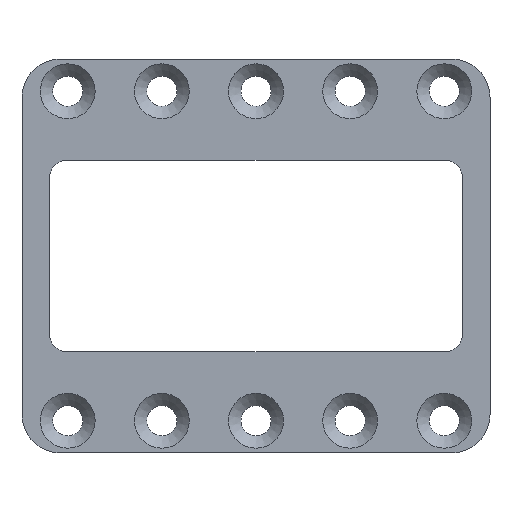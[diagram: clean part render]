
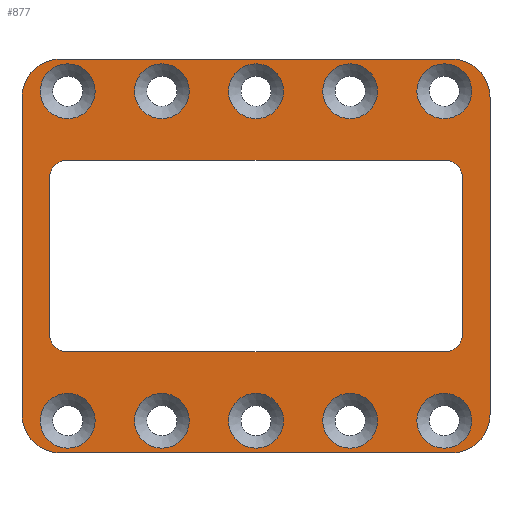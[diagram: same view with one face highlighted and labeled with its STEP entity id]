
A CAD part, front view. The second image highlights one B-rep face of the part: STEP entity #877.
In plain terms, the highlighted planar face has unit normal (0, -1, 0).
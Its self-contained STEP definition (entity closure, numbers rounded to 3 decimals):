
#35=FACE_BOUND('',#162,.T.);
#36=FACE_BOUND('',#163,.T.);
#37=FACE_BOUND('',#164,.T.);
#38=FACE_BOUND('',#165,.T.);
#39=FACE_BOUND('',#166,.T.);
#40=FACE_BOUND('',#167,.T.);
#41=FACE_BOUND('',#168,.T.);
#42=FACE_BOUND('',#169,.T.);
#43=FACE_BOUND('',#170,.T.);
#44=FACE_BOUND('',#171,.T.);
#45=FACE_BOUND('',#172,.T.);
#61=PLANE('',#982);
#106=FACE_OUTER_BOUND('',#161,.T.);
#161=EDGE_LOOP('',(#784,#785,#786,#787,#788,#789,#790,#791));
#162=EDGE_LOOP('',(#792));
#163=EDGE_LOOP('',(#793));
#164=EDGE_LOOP('',(#794));
#165=EDGE_LOOP('',(#795));
#166=EDGE_LOOP('',(#796));
#167=EDGE_LOOP('',(#797));
#168=EDGE_LOOP('',(#798));
#169=EDGE_LOOP('',(#799));
#170=EDGE_LOOP('',(#800));
#171=EDGE_LOOP('',(#801));
#172=EDGE_LOOP('',(#802,#803,#804,#805,#806,#807,#808,#809));
#186=LINE('',#1275,#262);
#193=LINE('',#1305,#269);
#198=LINE('',#1330,#274);
#211=LINE('',#1361,#287);
#217=LINE('',#1375,#293);
#221=LINE('',#1387,#297);
#223=LINE('',#1395,#299);
#249=LINE('',#1487,#325);
#262=VECTOR('',#1006,10.);
#269=VECTOR('',#1035,10.);
#274=VECTOR('',#1060,10.);
#287=VECTOR('',#1085,10.);
#293=VECTOR('',#1099,10.);
#297=VECTOR('',#1111,10.);
#299=VECTOR('',#1121,10.);
#325=VECTOR('',#1239,10.);
#326=CIRCLE('',#894,4.2);
#334=CIRCLE('',#905,4.2);
#342=CIRCLE('',#916,4.2);
#343=CIRCLE('',#919,4.2);
#345=CIRCLE('',#922,2.);
#347=CIRCLE('',#926,2.);
#349=CIRCLE('',#930,2.);
#351=CIRCLE('',#934,2.);
#352=CIRCLE('',#942,3.);
#354=CIRCLE('',#946,3.);
#356=CIRCLE('',#950,3.);
#358=CIRCLE('',#954,3.);
#360=CIRCLE('',#958,3.);
#362=CIRCLE('',#962,3.);
#364=CIRCLE('',#966,3.);
#366=CIRCLE('',#970,3.);
#368=CIRCLE('',#974,3.);
#370=CIRCLE('',#978,3.);
#372=VERTEX_POINT('',#1246);
#373=VERTEX_POINT('',#1247);
#385=VERTEX_POINT('',#1273);
#394=VERTEX_POINT('',#1295);
#397=VERTEX_POINT('',#1303);
#405=VERTEX_POINT('',#1323);
#406=VERTEX_POINT('',#1324);
#407=VERTEX_POINT('',#1329);
#416=VERTEX_POINT('',#1351);
#417=VERTEX_POINT('',#1353);
#419=VERTEX_POINT('',#1359);
#421=VERTEX_POINT('',#1365);
#423=VERTEX_POINT('',#1373);
#425=VERTEX_POINT('',#1379);
#427=VERTEX_POINT('',#1385);
#429=VERTEX_POINT('',#1391);
#430=VERTEX_POINT('',#1407);
#432=VERTEX_POINT('',#1415);
#434=VERTEX_POINT('',#1423);
#436=VERTEX_POINT('',#1431);
#438=VERTEX_POINT('',#1439);
#440=VERTEX_POINT('',#1447);
#442=VERTEX_POINT('',#1455);
#444=VERTEX_POINT('',#1463);
#446=VERTEX_POINT('',#1471);
#448=VERTEX_POINT('',#1479);
#450=EDGE_CURVE('',#372,#373,#326,.T.);
#464=EDGE_CURVE('',#372,#385,#186,.T.);
#474=EDGE_CURVE('',#394,#385,#334,.T.);
#479=EDGE_CURVE('',#394,#397,#193,.T.);
#488=EDGE_CURVE('',#405,#406,#342,.T.);
#491=EDGE_CURVE('',#407,#406,#198,.T.);
#500=EDGE_CURVE('',#407,#397,#343,.T.);
#503=EDGE_CURVE('',#416,#417,#345,.T.);
#507=EDGE_CURVE('',#416,#419,#211,.T.);
#510=EDGE_CURVE('',#421,#419,#347,.T.);
#515=EDGE_CURVE('',#421,#423,#217,.T.);
#518=EDGE_CURVE('',#425,#423,#349,.T.);
#521=EDGE_CURVE('',#425,#427,#221,.T.);
#524=EDGE_CURVE('',#429,#427,#351,.T.);
#525=EDGE_CURVE('',#429,#417,#223,.T.);
#531=EDGE_CURVE('',#430,#430,#352,.T.);
#535=EDGE_CURVE('',#432,#432,#354,.T.);
#539=EDGE_CURVE('',#434,#434,#356,.T.);
#543=EDGE_CURVE('',#436,#436,#358,.T.);
#547=EDGE_CURVE('',#438,#438,#360,.T.);
#551=EDGE_CURVE('',#440,#440,#362,.T.);
#555=EDGE_CURVE('',#442,#442,#364,.T.);
#559=EDGE_CURVE('',#444,#444,#366,.T.);
#563=EDGE_CURVE('',#446,#446,#368,.T.);
#567=EDGE_CURVE('',#448,#448,#370,.T.);
#571=EDGE_CURVE('',#405,#373,#249,.T.);
#784=ORIENTED_EDGE('',*,*,#450,.F.);
#785=ORIENTED_EDGE('',*,*,#464,.T.);
#786=ORIENTED_EDGE('',*,*,#474,.F.);
#787=ORIENTED_EDGE('',*,*,#479,.T.);
#788=ORIENTED_EDGE('',*,*,#500,.F.);
#789=ORIENTED_EDGE('',*,*,#491,.T.);
#790=ORIENTED_EDGE('',*,*,#488,.F.);
#791=ORIENTED_EDGE('',*,*,#571,.T.);
#792=ORIENTED_EDGE('',*,*,#531,.T.);
#793=ORIENTED_EDGE('',*,*,#535,.T.);
#794=ORIENTED_EDGE('',*,*,#539,.T.);
#795=ORIENTED_EDGE('',*,*,#543,.T.);
#796=ORIENTED_EDGE('',*,*,#547,.T.);
#797=ORIENTED_EDGE('',*,*,#551,.T.);
#798=ORIENTED_EDGE('',*,*,#555,.T.);
#799=ORIENTED_EDGE('',*,*,#559,.T.);
#800=ORIENTED_EDGE('',*,*,#563,.T.);
#801=ORIENTED_EDGE('',*,*,#567,.T.);
#802=ORIENTED_EDGE('',*,*,#515,.T.);
#803=ORIENTED_EDGE('',*,*,#518,.F.);
#804=ORIENTED_EDGE('',*,*,#521,.T.);
#805=ORIENTED_EDGE('',*,*,#524,.F.);
#806=ORIENTED_EDGE('',*,*,#525,.T.);
#807=ORIENTED_EDGE('',*,*,#503,.F.);
#808=ORIENTED_EDGE('',*,*,#507,.T.);
#809=ORIENTED_EDGE('',*,*,#510,.F.);
#877=ADVANCED_FACE('',(#106,#35,#36,#37,#38,#39,#40,#41,#42,#43,#44,#45),
#61,.T.);
#894=AXIS2_PLACEMENT_3D('',#1248,#988,#989);
#905=AXIS2_PLACEMENT_3D('',#1296,#1026,#1027);
#916=AXIS2_PLACEMENT_3D('',#1325,#1054,#1055);
#919=AXIS2_PLACEMENT_3D('',#1346,#1071,#1072);
#922=AXIS2_PLACEMENT_3D('',#1354,#1078,#1079);
#926=AXIS2_PLACEMENT_3D('',#1367,#1091,#1092);
#930=AXIS2_PLACEMENT_3D('',#1381,#1105,#1106);
#934=AXIS2_PLACEMENT_3D('',#1393,#1117,#1118);
#942=AXIS2_PLACEMENT_3D('',#1408,#1139,#1140);
#946=AXIS2_PLACEMENT_3D('',#1416,#1149,#1150);
#950=AXIS2_PLACEMENT_3D('',#1424,#1159,#1160);
#954=AXIS2_PLACEMENT_3D('',#1432,#1169,#1170);
#958=AXIS2_PLACEMENT_3D('',#1440,#1179,#1180);
#962=AXIS2_PLACEMENT_3D('',#1448,#1189,#1190);
#966=AXIS2_PLACEMENT_3D('',#1456,#1199,#1200);
#970=AXIS2_PLACEMENT_3D('',#1464,#1209,#1210);
#974=AXIS2_PLACEMENT_3D('',#1472,#1219,#1220);
#978=AXIS2_PLACEMENT_3D('',#1480,#1229,#1230);
#982=AXIS2_PLACEMENT_3D('',#1488,#1240,#1241);
#988=DIRECTION('center_axis',(0.,1.,0.));
#989=DIRECTION('ref_axis',(-0.707,0.,0.707));
#1006=DIRECTION('',(0.,0.,-1.));
#1026=DIRECTION('center_axis',(0.,1.,0.));
#1027=DIRECTION('ref_axis',(-0.707,0.,-0.707));
#1035=DIRECTION('',(1.,0.,0.));
#1054=DIRECTION('center_axis',(0.,1.,0.));
#1055=DIRECTION('ref_axis',(0.707,0.,0.707));
#1060=DIRECTION('',(0.,0.,1.));
#1071=DIRECTION('center_axis',(0.,1.,0.));
#1072=DIRECTION('ref_axis',(0.707,0.,-0.707));
#1078=DIRECTION('center_axis',(0.,-1.,0.));
#1079=DIRECTION('ref_axis',(0.707,0.,0.707));
#1085=DIRECTION('',(0.,0.,-1.));
#1091=DIRECTION('center_axis',(0.,-1.,0.));
#1092=DIRECTION('ref_axis',(0.707,0.,-0.707));
#1099=DIRECTION('',(-1.,0.,0.));
#1105=DIRECTION('center_axis',(0.,-1.,0.));
#1106=DIRECTION('ref_axis',(-0.707,0.,-0.707));
#1111=DIRECTION('',(0.,0.,1.));
#1117=DIRECTION('center_axis',(0.,-1.,0.));
#1118=DIRECTION('ref_axis',(-0.707,0.,0.707));
#1121=DIRECTION('',(1.,0.,0.));
#1139=DIRECTION('center_axis',(0.,1.,0.));
#1140=DIRECTION('ref_axis',(0.,0.,-1.));
#1149=DIRECTION('center_axis',(0.,1.,0.));
#1150=DIRECTION('ref_axis',(0.,0.,-1.));
#1159=DIRECTION('center_axis',(0.,1.,0.));
#1160=DIRECTION('ref_axis',(0.,0.,-1.));
#1169=DIRECTION('center_axis',(0.,1.,0.));
#1170=DIRECTION('ref_axis',(0.,0.,-1.));
#1179=DIRECTION('center_axis',(0.,1.,0.));
#1180=DIRECTION('ref_axis',(0.,0.,-1.));
#1189=DIRECTION('center_axis',(0.,1.,0.));
#1190=DIRECTION('ref_axis',(0.,0.,-1.));
#1199=DIRECTION('center_axis',(0.,1.,0.));
#1200=DIRECTION('ref_axis',(0.,0.,-1.));
#1209=DIRECTION('center_axis',(0.,1.,0.));
#1210=DIRECTION('ref_axis',(0.,0.,-1.));
#1219=DIRECTION('center_axis',(0.,1.,0.));
#1220=DIRECTION('ref_axis',(0.,0.,-1.));
#1229=DIRECTION('center_axis',(0.,1.,0.));
#1230=DIRECTION('ref_axis',(0.,0.,-1.));
#1239=DIRECTION('',(-1.,0.,0.));
#1240=DIRECTION('center_axis',(0.,-1.,0.));
#1241=DIRECTION('ref_axis',(0.,0.,-1.));
#1246=CARTESIAN_POINT('',(-25.6,32.,14.1));
#1247=CARTESIAN_POINT('',(-21.4,32.,18.3));
#1248=CARTESIAN_POINT('Origin',(-21.4,32.,14.1));
#1273=CARTESIAN_POINT('',(-25.6,32.,-20.6));
#1275=CARTESIAN_POINT('',(-25.6,32.,-24.8));
#1295=CARTESIAN_POINT('',(-21.4,32.,-24.8));
#1296=CARTESIAN_POINT('Origin',(-21.4,32.,-20.6));
#1303=CARTESIAN_POINT('',(21.4,32.,-24.8));
#1305=CARTESIAN_POINT('',(25.6,32.,-24.8));
#1323=CARTESIAN_POINT('',(21.4,32.,18.3));
#1324=CARTESIAN_POINT('',(25.6,32.,14.1));
#1325=CARTESIAN_POINT('Origin',(21.4,32.,14.1));
#1329=CARTESIAN_POINT('',(25.6,32.,-20.6));
#1330=CARTESIAN_POINT('',(25.6,32.,18.3));
#1346=CARTESIAN_POINT('Origin',(21.4,32.,-20.6));
#1351=CARTESIAN_POINT('',(22.6,32.,5.25));
#1353=CARTESIAN_POINT('',(20.6,32.,7.25));
#1354=CARTESIAN_POINT('Origin',(20.6,32.,5.25));
#1359=CARTESIAN_POINT('',(22.6,32.,-11.75));
#1361=CARTESIAN_POINT('',(22.6,32.,7.25));
#1365=CARTESIAN_POINT('',(20.6,32.,-13.75));
#1367=CARTESIAN_POINT('Origin',(20.6,32.,-11.75));
#1373=CARTESIAN_POINT('',(-20.6,32.,-13.75));
#1375=CARTESIAN_POINT('',(22.6,32.,-13.75));
#1379=CARTESIAN_POINT('',(-22.6,32.,-11.75));
#1381=CARTESIAN_POINT('Origin',(-20.6,32.,-11.75));
#1385=CARTESIAN_POINT('',(-22.6,32.,5.25));
#1387=CARTESIAN_POINT('',(-22.6,32.,-13.75));
#1391=CARTESIAN_POINT('',(-20.6,32.,7.25));
#1393=CARTESIAN_POINT('Origin',(-20.6,32.,5.25));
#1395=CARTESIAN_POINT('',(-22.6,32.,7.25));
#1407=CARTESIAN_POINT('',(20.6,32.,17.775));
#1408=CARTESIAN_POINT('Origin',(20.6,32.,14.775));
#1415=CARTESIAN_POINT('',(20.6,32.,-18.275));
#1416=CARTESIAN_POINT('Origin',(20.6,32.,-21.275));
#1423=CARTESIAN_POINT('',(10.3,32.,17.775));
#1424=CARTESIAN_POINT('Origin',(10.3,32.,14.775));
#1431=CARTESIAN_POINT('',(10.3,32.,-18.275));
#1432=CARTESIAN_POINT('Origin',(10.3,32.,-21.275));
#1439=CARTESIAN_POINT('',(0.,32.,17.775));
#1440=CARTESIAN_POINT('Origin',(0.,32.,14.775));
#1447=CARTESIAN_POINT('',(0.,32.,-18.275));
#1448=CARTESIAN_POINT('Origin',(0.,32.,-21.275));
#1455=CARTESIAN_POINT('',(-10.3,32.,17.775));
#1456=CARTESIAN_POINT('Origin',(-10.3,32.,14.775));
#1463=CARTESIAN_POINT('',(-10.3,32.,-18.275));
#1464=CARTESIAN_POINT('Origin',(-10.3,32.,-21.275));
#1471=CARTESIAN_POINT('',(-20.6,32.,17.775));
#1472=CARTESIAN_POINT('Origin',(-20.6,32.,14.775));
#1479=CARTESIAN_POINT('',(-20.6,32.,-18.275));
#1480=CARTESIAN_POINT('Origin',(-20.6,32.,-21.275));
#1487=CARTESIAN_POINT('',(-25.6,32.,18.3));
#1488=CARTESIAN_POINT('Origin',(0.,32.,-3.25));
